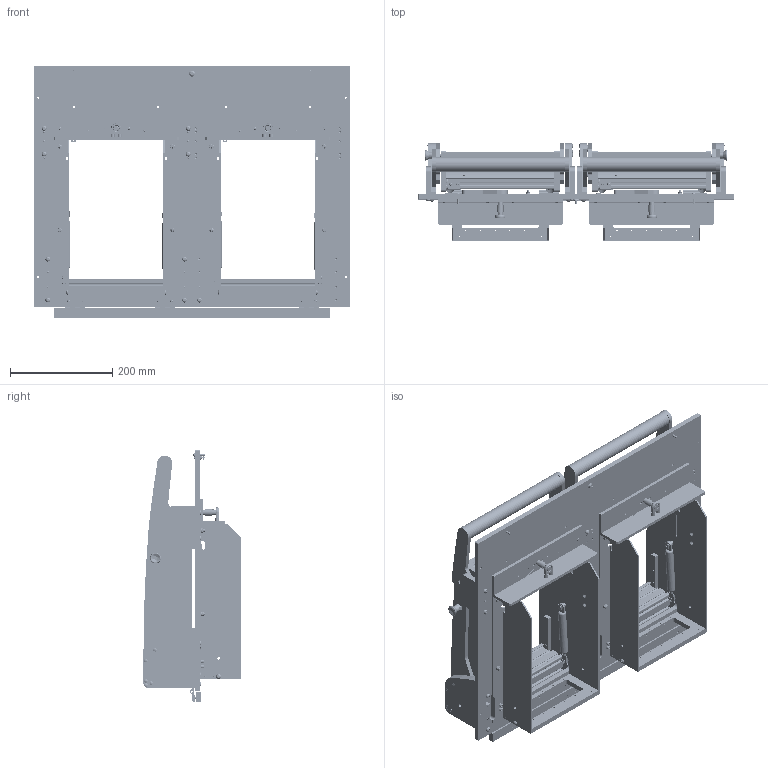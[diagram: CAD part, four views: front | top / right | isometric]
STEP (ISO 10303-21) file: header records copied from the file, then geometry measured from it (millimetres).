
FILE_DESCRIPTION (( 'STEP AP214' ), '1' );
FILE_NAME ('INGUN_40900.STEP', '2024-11-18T09:41:10', ( '' ), ( '' ), 'SwSTEP 2.0', 'SolidWorks 2023', '' );
FILE_SCHEMA (( 'AUTOMOTIVE_DESIGN' ));
Length unit declared in the file: millimetre
Products named in the file (81): 35150~0_S; 31194~0; 39891~3_KUNDE<S>; 115901~1_verstemmt <S>; 114566~2_S; INGUN_40900; K_02037~0; DIN6325~n_02,0m6x020; 36175~4_S; 34328~1_S; 47523~0_S; DIN7991~n_M05,0x020; 109779~2_S; 109949~0_KUNDE<S>; 35717~0_S; SCHNORR~n_04,3 M04; 53837~3_KUNDE<S>; 40571~1_S; 37189~1_S; 109128~0_S; DIN7991~n_M03,0x016 VA; 36176~0_S; SCHNORR~n_05,3 M05; K_02038~0; 31109~0; DIN7991~n_M05,0x016; 38786~1; 32724~1; 39945~11_S; 109950~0_KUNDE<S>; ISO7380~n_M04,0x020; 39893~3_KUNDE<S>; 35649~1_S; 30955~0_S; 31253~0_S; 109933~1_KUNDE<S>; 32578~1_S; DIN6325~n_03,0m6x010; DIN912~n_M04,0x012; 2281~0 ...
Assembly tree (249 placements, depth 5):
  INGUN_40900
    109779~2_S
      39945~11_S
      2281~0_180°<Standard>  x3
        2281~0
      32341~6_S
      53031~0_S
      DIN7991~n_M05,0x016  x20
      DIN7991~n_M05,0x020  x12
      SCHNORR~n_05,3 M05  x8
      DIN985-A2~n_M05,0  x8
      DIN6325~n_04,0m6x024  x2
      DIN6325~n_04,0m6x016  x4
      DIN7991~n_M03,0x016 VA  x4
      DIN912~n_M04,0x012  x2
      DIN6325~n_02,0m6x020  x2
      DIN6325~n_03,0m6x010  x8
      ISO7380~n_M05,0x008  x4
      36175~4_S  x2
      35662~11_S  x2
      35663~9_S  x2
      35649~1_S  x2
      37189~1_S  x2
      31253~0_S  x2
      30955~0_S  x2
      30915~0  x2
      ASR~asr_Øi04,2x07xØa8  x4
      2528~0  x4
      31109~0  x2
      114566~2_S  x4
        115900~0_S
          115689~0_S
          115901~1_verstemmt <S>
          30618~4_S
          116176~0_S
        DIN912~n_M04,0x016
        SCHNORR~n_04,3 M04
      36201~3_S  x2
    ISO7380~n_M05,0x020  x9
    SCHNORR~n_05,3 M05  x9
    DIN6325~n_04,0m6x014  x11
    109949~0_KUNDE<S>  x2
      55713~1_KUNDE<S>
    109950~0_KUNDE<S>  x2
      55713~1_KUNDE<S>
    109933~1_KUNDE<S>  x2
      53836~2_KUNDE<S>
      53837~3_KUNDE<S>
      34328~1_S
      40571~1_S
      40569~1_S
      32587~7_S
      35097~0
      36177~2
      35150~0_S
      32724~1
      3521~0_Spring Pin ISO 8752 - 3 x 16 - St
      32578~1_S
      ISO7380~n_M03,0x005
      114115~0_S
Bounding box: 616 x 190 x 492 mm (x, y, z)
Volume: 6085942.3 mm3; surface area: 2321073.9 mm2
Topology: 302 solids, 302 shells, 7412 faces, 18765 edges, 11940 vertices
Faces by surface type: cylinder 3123, plane 2805, cone 1050, bspline 162, torus 156, sphere 116
Entity records: 85534 total; most frequent: CARTESIAN_POINT 16324, DIRECTION 14829, ORIENTED_EDGE 13248, EDGE_CURVE 6624, AXIS2_PLACEMENT_3D 5652, VERTEX_POINT 4277, LINE 3525, VECTOR 3525
